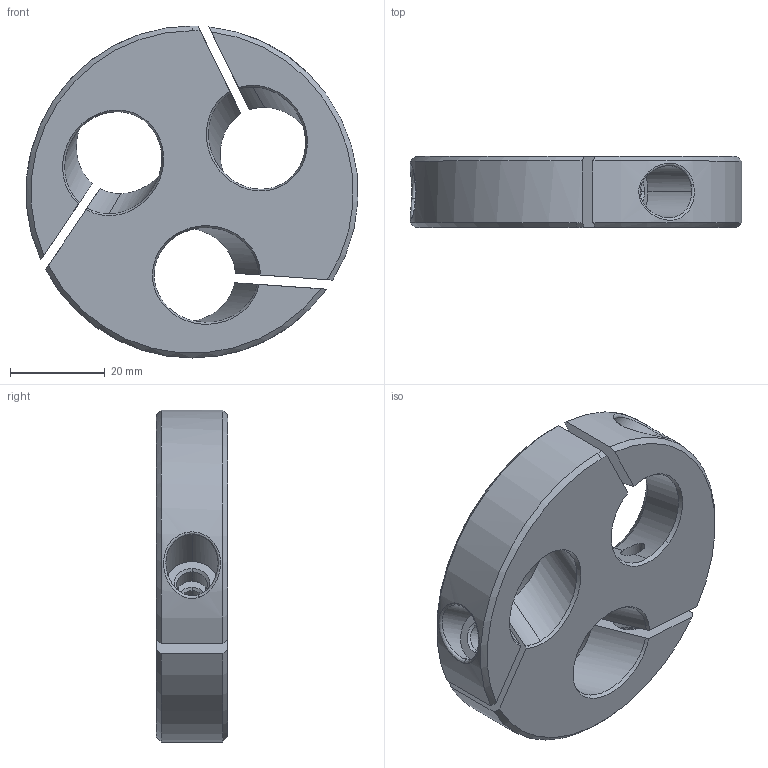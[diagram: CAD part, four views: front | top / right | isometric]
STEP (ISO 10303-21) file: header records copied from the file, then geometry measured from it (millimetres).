
FILE_DESCRIPTION (( 'STEP AP214' ), '1' );
FILE_NAME ('0002_66.STEP', '2020-06-25T13:55:29', ( '' ), ( '' ), 'SwSTEP 2.0', 'SolidWorks 2018', '' );
FILE_SCHEMA (( 'AUTOMOTIVE_DESIGN' ));
Length unit declared in the file: millimetre
Products named in the file (1): 0002_66
Bounding box: 69.95 x 15 x 70 mm (x, y, z)
Volume: 36166.6 mm3; surface area: 13997.9 mm2
Topology: 1 solids, 1 shells, 84 faces, 227 edges, 147 vertices
Faces by surface type: cylinder 29, bspline 24, cone 20, plane 11
Entity records: 9574 total; most frequent: CARTESIAN_POINT 7657, ORIENTED_EDGE 454, DIRECTION 296, EDGE_CURVE 227, VERTEX_POINT 147, AXIS2_PLACEMENT_3D 120, B_SPLINE_CURVE_WITH_KNOTS 106, EDGE_LOOP 98
